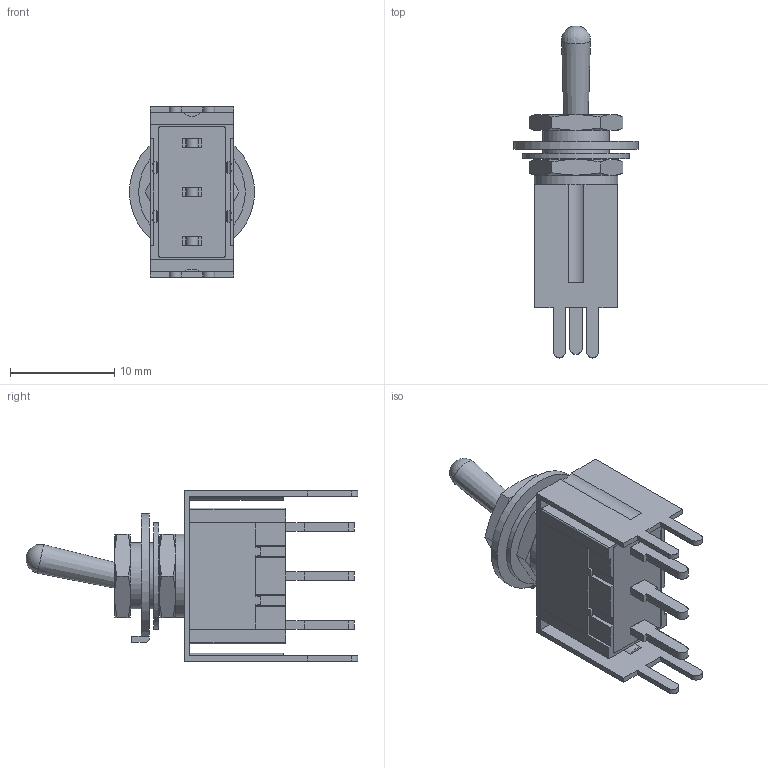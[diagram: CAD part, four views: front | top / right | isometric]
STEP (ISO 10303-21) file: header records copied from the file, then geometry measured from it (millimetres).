
FILE_DESCRIPTION(/* description */ ('Bracket Mount Miniature Toggles - Switch - Series M - Miniature Toggles'),/* implementation_level */ '2;1');
FILE_NAME(/* name */ 'ELEC_Toggle_M2012S3A1G13.iam.step',/* time_stamp */ '2014-01-07T11:28:30-08:00',/* author */ ('Cadenas PARTsolutions'),/* organization */ (''),/* preprocessor_version */ 'ST-DEVELOPER v15.2',/* originating_system */ 'Autodesk Inventor 2014',/* authorisation */ '');
FILE_SCHEMA (('AUTOMOTIVE_DESIGN { 1 0 10303 214 3 1 1 }'));
Length unit declared in the file: inch
Products named in the file (9): M20121S3A1G13BR_switch; BBRACKET13; M201A1M201BR_bushing; AT513H; AT507H; AT509; M201203BR_terminals; M20S3_toggles; ELEC_Toggle_M2012S3A1G13
Bounding box: 11.95 x 31.79 x 16.31 mm (x, y, z)
Volume: 1492.9 mm3; surface area: 3028.7 mm2
Topology: 9 solids, 9 shells, 283 faces, 758 edges, 500 vertices
Faces by surface type: plane 191, cylinder 63, cone 28, sphere 1
Full cylindrical faces by diameter (mm): 4.445 x1, 4.699 x1, 5.359 x2, 10.211 x1
Entity records: 8233 total; most frequent: CARTESIAN_POINT 1483, ORIENTED_EDGE 1382, DIRECTION 1363, EDGE_CURVE 691, LINE 525, VECTOR 525, VERTEX_POINT 461, AXIS2_PLACEMENT_3D 419
